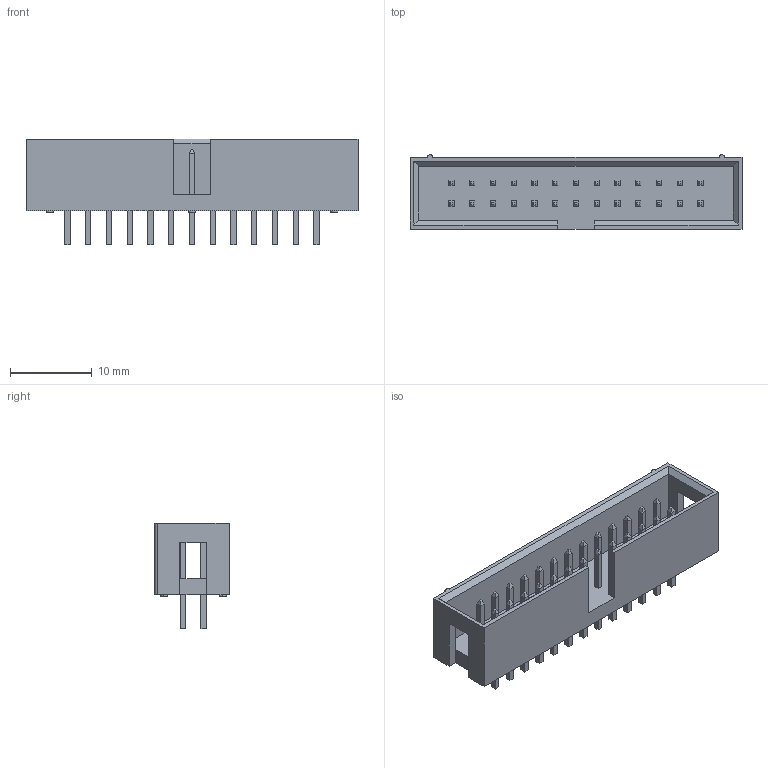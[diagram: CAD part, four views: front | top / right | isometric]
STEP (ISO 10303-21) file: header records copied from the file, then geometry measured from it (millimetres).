
FILE_DESCRIPTION (( 'STEP AP214' ), '1' );
FILE_NAME ('connector_thr.STEP', '2020-07-16T15:09:45', ( '' ), ( '' ), 'SwSTEP 2.0', 'SolidWorks 2018', '' );
FILE_SCHEMA (( 'AUTOMOTIVE_DESIGN' ));
Length unit declared in the file: millimetre
Products named in the file (4): 6120XX20621_PIN^61202620621_DOWNLOAD_STP_61202620621_REV1_New shortcut.lnk; connector_thr; 61202620621_DOWNLOAD_STP_61202620621_REV1^New shortcut.lnk; 61202621621^61202620621_DOWNLOAD_STP_61202620621_REV1_New shortcut.lnk
Assembly tree (28 placements, depth 3):
  connector_thr
    61202620621_DOWNLOAD_STP_61202620621_REV1^New shortcut.lnk
      6120XX20621_PIN^61202620621_DOWNLOAD_STP_61202620621_REV1_New shortcut.lnk  x26
      61202621621^61202620621_DOWNLOAD_STP_61202620621_REV1_New shortcut.lnk
Bounding box: 40.64 x 9.1 x 12.97 mm (x, y, z)
Volume: 1414.7 mm3; surface area: 2984.2 mm2
Topology: 27 solids, 27 shells, 517 faces, 1167 edges, 706 vertices
Faces by surface type: plane 503, cylinder 14
Entity records: 8109 total; most frequent: CARTESIAN_POINT 1372, ORIENTED_EDGE 1334, DIRECTION 1293, EDGE_CURVE 667, LINE 639, VECTOR 639, VERTEX_POINT 406, AXIS2_PLACEMENT_3D 327
